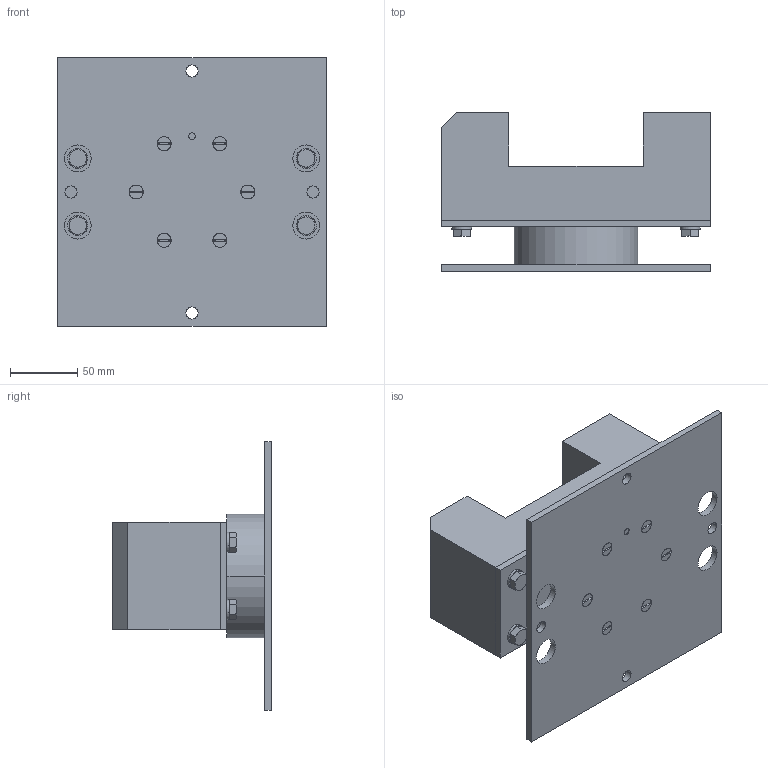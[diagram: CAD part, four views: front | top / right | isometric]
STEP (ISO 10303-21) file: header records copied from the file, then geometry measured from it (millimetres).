
FILE_DESCRIPTION((''),'2;1');
FILE_NAME('WERKSTUECKSPANNER_ASM','2024-02-27T20:56:58',('Johannes'),(''),'CREO PARAMETRIC BY PTC INC, 2022014','CREO PARAMETRIC BY PTC INC, 2022014','');
FILE_SCHEMA(('CONFIG_CONTROL_DESIGN'));
Length unit declared in the file: millimetre
Products named in the file (10): GRUNDPLATTE; KRAFT-MOMENTEN-SENSOR; ZWISCHENPLATTE; SCHRAUBSTOCK_CLAMP-D80; ISO4017-M8X20-8_8; DINENISO7092-8; ISO2009-M6X10-5_8; ISO2009-M5X12-5_8; ZYLINDERSTIFT_DIN_7979-6X10; WERKSTUECKSPANNER_ASM
Assembly tree (23 placements, depth 2):
  WERKSTUECKSPANNER_ASM
    GRUNDPLATTE
    KRAFT-MOMENTEN-SENSOR
    ZWISCHENPLATTE
    SCHRAUBSTOCK_CLAMP-D80
    ISO4017-M8X20-8_8  x4
    DINENISO7092-8  x4
    ISO2009-M6X10-5_8  x4
    ISO2009-M5X12-5_8  x6
    ZYLINDERSTIFT_DIN_7979-6X10
Bounding box: 200 x 118 x 200 mm (x, y, z)
Volume: 1413447.5 mm3; surface area: 233583.7 mm2
Topology: 23 solids, 42 shells, 848 faces, 2227 edges, 1452 vertices
Faces by surface type: cylinder 560, plane 168, cone 104, bspline 16
Entity records: 34719 total; most frequent: CARTESIAN_POINT 19281, ORIENTED_EDGE 3506, DIRECTION 2589, EDGE_CURVE 1769, VERTEX_POINT 1168, AXIS2_PLACEMENT_3D 980, B_SPLINE_CURVE_WITH_KNOTS 834, EDGE_LOOP 727
